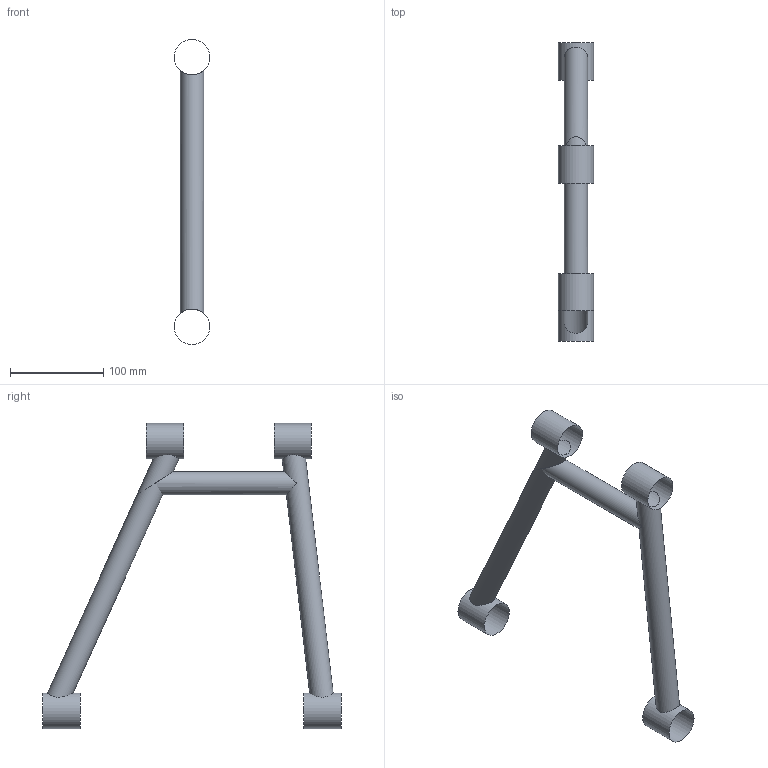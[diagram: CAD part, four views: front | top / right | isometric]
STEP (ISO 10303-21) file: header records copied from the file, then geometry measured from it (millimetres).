
FILE_DESCRIPTION(/* description */ (''),/* implementation_level */ '2;1');
FILE_NAME(/* name */ 'PRT0004.stp',/* time_stamp */ '2016-06-02T11:10:25+02:00',/* author */ (''),/* organization */ (''),/* preprocessor_version */ 'ST-DEVELOPER v16.5',/* originating_system */ 'Autodesk Translation Framework v5.0.0.3310',/* authorisation */ '');
FILE_SCHEMA (('AUTOMOTIVE_DESIGN { 1 0 10303 214 3 1 1 }'));
Length unit declared in the file: centimetre
Products named in the file (1): PRT0004
Bounding box: 38 x 320 x 327 mm (x, y, z)
Volume: 2082.9 mm3; surface area: 81073.2 mm2
Topology: 1 solids, 7 shells, 10 faces, 32 edges, 24 vertices
Faces by surface type: cylinder 10
Full cylindrical faces by diameter (mm): 21 x1, 25 x4, 38 x4
Entity records: 1221 total; most frequent: CARTESIAN_POINT 950, DIRECTION 44, ORIENTED_EDGE 30, VERTEX_POINT 23, EDGE_CURVE 23, AXIS2_PLACEMENT_3D 22, EDGE_LOOP 20, B_SPLINE_CURVE_WITH_KNOTS 12
